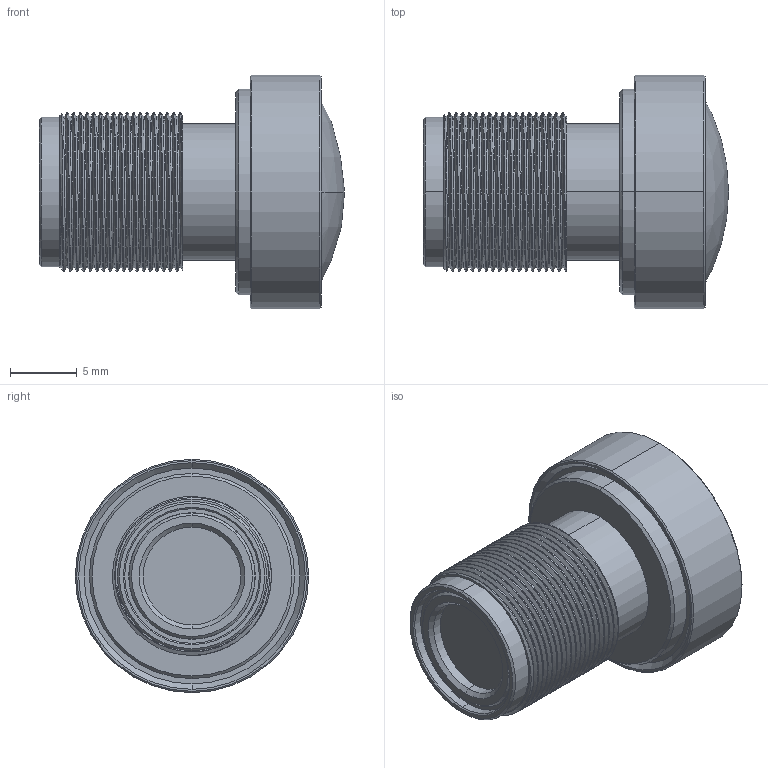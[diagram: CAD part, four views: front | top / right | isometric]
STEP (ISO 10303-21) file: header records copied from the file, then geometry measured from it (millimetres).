
FILE_DESCRIPTION(('Open CASCADE Model'),'2;1');
FILE_NAME('Open CASCADE Shape Model','2026-02-19T22:14:47',('Author'),( 'Open CASCADE'),'Open CASCADE STEP processor 7.7','Open CASCADE 7.7' ,'Unknown');
FILE_SCHEMA(('AUTOMOTIVE_DESIGN { 1 0 10303 214 1 1 1 1 }'));
Length unit declared in the file: millimetre
Products named in the file (2): L083-3.82-M12
Assembly tree (1 placements, depth 2):
  L083-3.82-M12
    L083-3.82-M12
Bounding box: 22.88 x 17.5 x 17.5 mm (x, y, z)
Volume: 2960.7 mm3; surface area: 1684.6 mm2
Topology: 1 solids, 1 shells, 92 faces, 224 edges, 143 vertices
Faces by surface type: cylinder 55, cone 22, plane 10, bspline 3, sphere 2
Entity records: 10463 total; most frequent: CARTESIAN_POINT 6192, DIRECTION 730, ORIENTED_EDGE 448, PCURVE 448, DEFINITIONAL_REPRESENTATION 448, LINE 390, VECTOR 390, EDGE_CURVE 224
